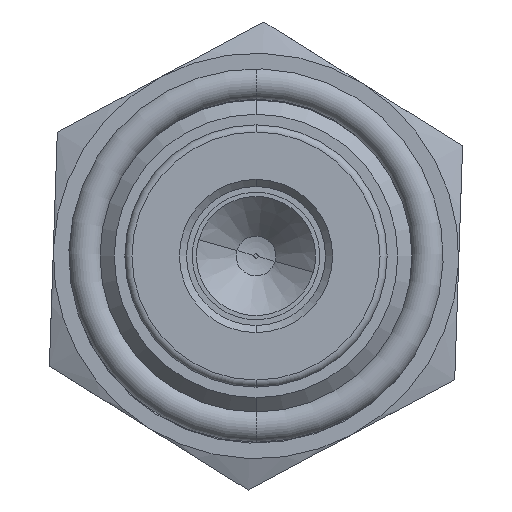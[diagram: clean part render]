
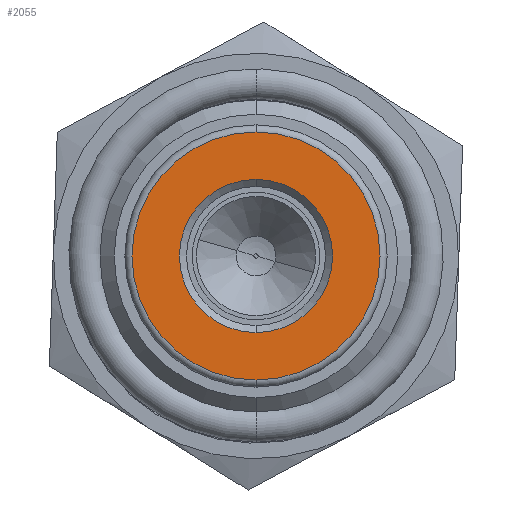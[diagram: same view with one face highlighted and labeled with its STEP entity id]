
A CAD part, left-side view. The second image highlights one B-rep face of the part: STEP entity #2055.
In plain terms, the highlighted planar face has unit normal (-1, 0, 0).
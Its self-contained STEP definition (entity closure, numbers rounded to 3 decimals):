
#4 = EDGE_CURVE ( 'NONE', #1454, #2930, #2191, .T. ) ;
#151 = DIRECTION ( 'NONE',  ( 1., 0., 0. ) ) ;
#226 = ORIENTED_EDGE ( 'NONE', *, *, #3247, .T. ) ;
#439 = CARTESIAN_POINT ( 'NONE',  ( 0., 0., -8.75 ) ) ;
#558 = AXIS2_PLACEMENT_3D ( 'NONE', #783, #2526, #3596 ) ;
#702 = EDGE_CURVE ( 'NONE', #2930, #1454, #1441, .T. ) ;
#783 = CARTESIAN_POINT ( 'NONE',  ( 0., 0., 0. ) ) ;
#1033 = PLANE ( 'NONE',  #2891 ) ;
#1063 = ORIENTED_EDGE ( 'NONE', *, *, #702, .T. ) ;
#1122 = DIRECTION ( 'NONE',  ( 1., 0., 0. ) ) ;
#1229 = EDGE_CURVE ( 'NONE', #1584, #1298, #1334, .T. ) ;
#1298 = VERTEX_POINT ( 'NONE', #439 ) ;
#1334 = CIRCLE ( 'NONE', #2985, 8.75 ) ;
#1441 = CIRCLE ( 'NONE', #1978, 5.4 ) ;
#1451 = CARTESIAN_POINT ( 'NONE',  ( 0., 0., -5.4 ) ) ;
#1454 = VERTEX_POINT ( 'NONE', #1451 ) ;
#1537 = DIRECTION ( 'NONE',  ( 0., 0., -1. ) ) ;
#1554 = CARTESIAN_POINT ( 'NONE',  ( 0., 0., 0. ) ) ;
#1584 = VERTEX_POINT ( 'NONE', #2377 ) ;
#1912 = CARTESIAN_POINT ( 'NONE',  ( 0., 0., 0. ) ) ;
#1951 = DIRECTION ( 'NONE',  ( 0., 0., -1. ) ) ;
#1955 = ORIENTED_EDGE ( 'NONE', *, *, #4, .T. ) ;
#1978 = AXIS2_PLACEMENT_3D ( 'NONE', #3309, #1122, #1951 ) ;
#2001 = CARTESIAN_POINT ( 'NONE',  ( 0., 0., 5.4 ) ) ;
#2055 = ADVANCED_FACE ( 'NONE', ( #2447, #3575 ), #1033, .F. ) ;
#2162 = DIRECTION ( 'NONE',  ( 1., 0., 0. ) ) ;
#2191 = CIRCLE ( 'NONE', #2949, 5.4 ) ;
#2291 = DIRECTION ( 'NONE',  ( 0., 0., -1. ) ) ;
#2349 = CIRCLE ( 'NONE', #558, 8.75 ) ;
#2373 = ORIENTED_EDGE ( 'NONE', *, *, #1229, .T. ) ;
#2377 = CARTESIAN_POINT ( 'NONE',  ( 0., 0., 8.75 ) ) ;
#2447 = FACE_BOUND ( 'NONE', #3258, .T. ) ;
#2526 = DIRECTION ( 'NONE',  ( -1., 0., 0. ) ) ;
#2745 = DIRECTION ( 'NONE',  ( -1., 0., 0. ) ) ;
#2800 = EDGE_LOOP ( 'NONE', ( #226, #2373 ) ) ;
#2891 = AXIS2_PLACEMENT_3D ( 'NONE', #3595, #2162, #2291 ) ;
#2930 = VERTEX_POINT ( 'NONE', #2001 ) ;
#2949 = AXIS2_PLACEMENT_3D ( 'NONE', #1554, #151, #1537 ) ;
#2985 = AXIS2_PLACEMENT_3D ( 'NONE', #1912, #2745, #3556 ) ;
#3247 = EDGE_CURVE ( 'NONE', #1298, #1584, #2349, .T. ) ;
#3258 = EDGE_LOOP ( 'NONE', ( #1063, #1955 ) ) ;
#3309 = CARTESIAN_POINT ( 'NONE',  ( 0., 0., 0. ) ) ;
#3556 = DIRECTION ( 'NONE',  ( 0., 0., -1. ) ) ;
#3575 = FACE_OUTER_BOUND ( 'NONE', #2800, .T. ) ;
#3595 = CARTESIAN_POINT ( 'NONE',  ( 0., 9.25, 0. ) ) ;
#3596 = DIRECTION ( 'NONE',  ( 0., 0., -1. ) ) ;
